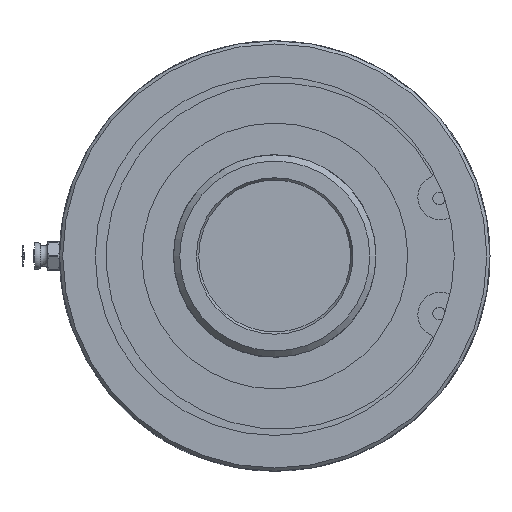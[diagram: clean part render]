
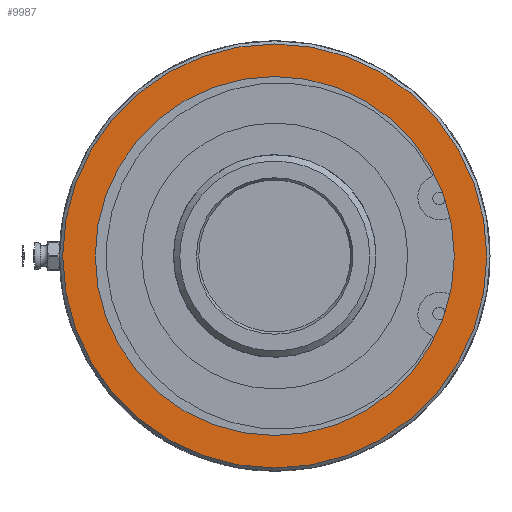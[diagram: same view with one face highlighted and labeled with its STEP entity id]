
A CAD part, left-side view. The second image highlights one B-rep face of the part: STEP entity #9987.
In plain terms, the highlighted planar face has unit normal (-1, 0, 0).
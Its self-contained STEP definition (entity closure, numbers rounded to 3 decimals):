
#374=PLANE('',#10562);
#571=FACE_BOUND('',#2096,.T.);
#1496=FACE_OUTER_BOUND('',#2095,.T.);
#2095=EDGE_LOOP('',(#8283));
#2096=EDGE_LOOP('',(#8284,#8285));
#2516=CIRCLE('',#10560,53.2);
#2517=CIRCLE('',#10563,45.035);
#2518=CIRCLE('',#10564,45.035);
#4437=VERTEX_POINT('',#27652);
#4438=VERTEX_POINT('',#27657);
#4439=VERTEX_POINT('',#27658);
#5782=EDGE_CURVE('',#4437,#4437,#2516,.T.);
#5783=EDGE_CURVE('',#4438,#4439,#2517,.T.);
#5784=EDGE_CURVE('',#4439,#4438,#2518,.T.);
#8283=ORIENTED_EDGE('',*,*,#5782,.F.);
#8284=ORIENTED_EDGE('',*,*,#5783,.T.);
#8285=ORIENTED_EDGE('',*,*,#5784,.T.);
#9987=ADVANCED_FACE('',(#1496,#571),#374,.F.);
#10560=AXIS2_PLACEMENT_3D('',#27654,#12041,#12042);
#10562=AXIS2_PLACEMENT_3D('',#27656,#12045,#12046);
#10563=AXIS2_PLACEMENT_3D('',#27659,#12047,#12048);
#10564=AXIS2_PLACEMENT_3D('',#27660,#12049,#12050);
#12041=DIRECTION('center_axis',(1.,0.,0.));
#12042=DIRECTION('ref_axis',(0.,-1.,0.));
#12045=DIRECTION('center_axis',(1.,0.,0.));
#12046=DIRECTION('ref_axis',(0.,0.,-1.));
#12047=DIRECTION('center_axis',(1.,0.,0.));
#12048=DIRECTION('ref_axis',(0.,1.,0.));
#12049=DIRECTION('center_axis',(1.,0.,0.));
#12050=DIRECTION('ref_axis',(0.,1.,0.));
#27652=CARTESIAN_POINT('',(2.,53.2,0.));
#27654=CARTESIAN_POINT('Origin',(2.,0.,0.));
#27656=CARTESIAN_POINT('Origin',(2.,27.,0.));
#27657=CARTESIAN_POINT('',(2.,45.035,0.));
#27658=CARTESIAN_POINT('',(2.,-45.035,0.));
#27659=CARTESIAN_POINT('Origin',(2.,0.,0.));
#27660=CARTESIAN_POINT('Origin',(2.,0.,0.));
